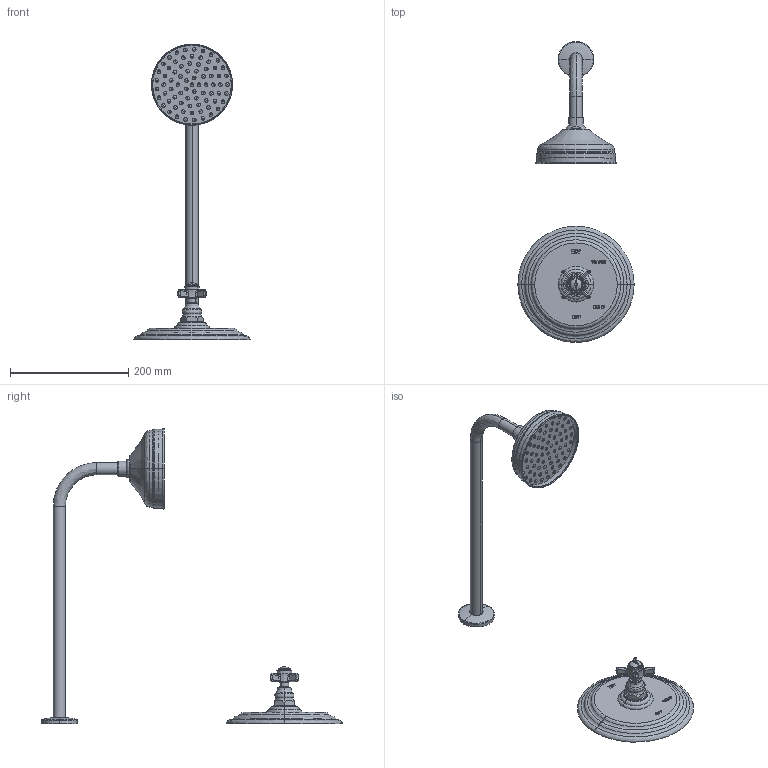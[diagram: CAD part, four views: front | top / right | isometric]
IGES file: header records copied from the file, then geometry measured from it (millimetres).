
Start section:  PTC IGES file: 3-1004bp.igs
Global section: file name: 3-1004bp.igs; native system: Creo Parametric by PTC Inc.; preprocessor: 2018400; author: jinson.thomas; organization: Unknown; date: 20210526.141502; units: inch
Bounding box: 196.85 x 509.65 x 500.4 mm (x, y, z)
Volume: 1161667.7 mm3; surface area: 165536.4 mm2
Topology: 2 solids, 2 shells, 1038 faces, 2273 edges, 1421 vertices
Faces by surface type: revolution 598, bspline 360, extrusion 80
